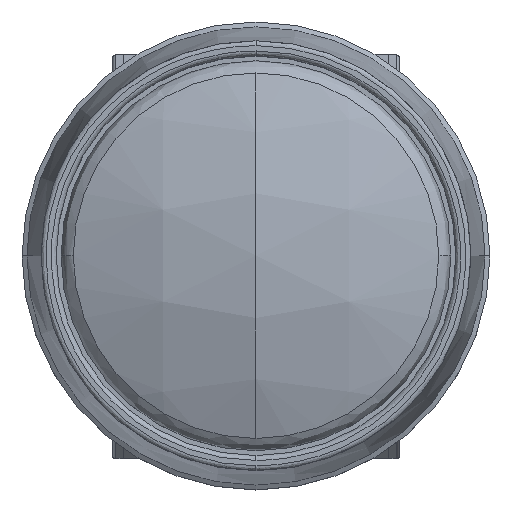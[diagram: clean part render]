
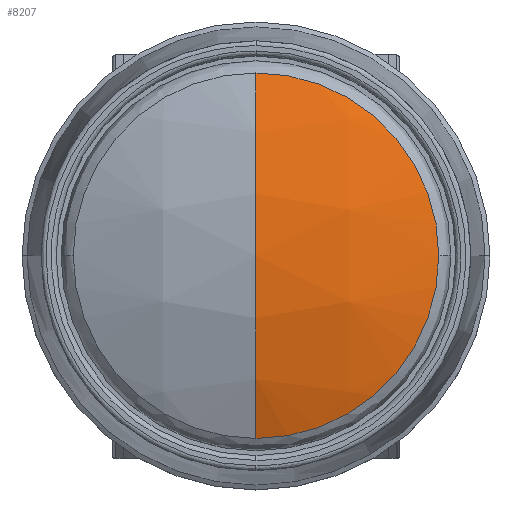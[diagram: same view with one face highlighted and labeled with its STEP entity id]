
A CAD part, top view. The second image highlights one B-rep face of the part: STEP entity #8207.
In plain terms, the highlighted spherical face has radius 50 mm.
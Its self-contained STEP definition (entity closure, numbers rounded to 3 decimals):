
#20 = CARTESIAN_POINT ( 'NONE',  ( 0., 0., -3.5 ) ) ;
#235 = DIRECTION ( 'NONE',  ( 0., 1., 0. ) ) ;
#248 = DIRECTION ( 'NONE',  ( 0., 1., 0. ) ) ;
#336 = CARTESIAN_POINT ( 'NONE',  ( 18.75, 0., 42.851 ) ) ;
#540 = SPHERICAL_SURFACE ( 'NONE', #8166, 50. ) ;
#825 = CIRCLE ( 'NONE', #10286, 18.75 ) ;
#2020 = DIRECTION ( 'NONE',  ( 0., 0., -1. ) ) ;
#2035 = DIRECTION ( 'NONE',  ( 0., 0., -1. ) ) ;
#2944 = CARTESIAN_POINT ( 'NONE',  ( 0., 0., 46.5 ) ) ;
#3961 = ORIENTED_EDGE ( 'NONE', *, *, #7264, .F. ) ;
#4746 = DIRECTION ( 'NONE',  ( 0., 0., 1. ) ) ;
#5603 = CARTESIAN_POINT ( 'NONE',  ( 0., 0., 42.851 ) ) ;
#5947 = FACE_OUTER_BOUND ( 'NONE', #6498, .T. ) ;
#6407 = VERTEX_POINT ( 'NONE', #17129 ) ;
#6498 = EDGE_LOOP ( 'NONE', ( #3961, #10322, #16588, #12182 ) ) ;
#6504 = DIRECTION ( 'NONE',  ( -1., 0., 0. ) ) ;
#7264 = EDGE_CURVE ( 'NONE', #15410, #9769, #825, .T. ) ;
#7349 = CARTESIAN_POINT ( 'NONE',  ( 0., 0., 42.851 ) ) ;
#7632 = EDGE_CURVE ( 'NONE', #6407, #17278, #16949, .T. ) ;
#7656 = AXIS2_PLACEMENT_3D ( 'NONE', #7349, #2035, #248 ) ;
#8166 = AXIS2_PLACEMENT_3D ( 'NONE', #20, #15645, #13854 ) ;
#8207 = ADVANCED_FACE ( 'NONE', ( #5947 ), #540, .T. ) ;
#8269 = CARTESIAN_POINT ( 'NONE',  ( 0., 0., -3.5 ) ) ;
#8716 = AXIS2_PLACEMENT_3D ( 'NONE', #8269, #6504, #4746 ) ;
#9255 = AXIS2_PLACEMENT_3D ( 'NONE', #16214, #12653, #10857 ) ;
#9769 = VERTEX_POINT ( 'NONE', #336 ) ;
#10286 = AXIS2_PLACEMENT_3D ( 'NONE', #5603, #2020, #235 ) ;
#10322 = ORIENTED_EDGE ( 'NONE', *, *, #15842, .T. ) ;
#10857 = DIRECTION ( 'NONE',  ( 0., 0., -1. ) ) ;
#11058 = CIRCLE ( 'NONE', #9255, 50. ) ;
#12180 = CIRCLE ( 'NONE', #7656, 18.75 ) ;
#12182 = ORIENTED_EDGE ( 'NONE', *, *, #13030, .F. ) ;
#12653 = DIRECTION ( 'NONE',  ( 1., 0., 0. ) ) ;
#13030 = EDGE_CURVE ( 'NONE', #9769, #6407, #12180, .T. ) ;
#13854 = DIRECTION ( 'NONE',  ( 0., -1., 0. ) ) ;
#15410 = VERTEX_POINT ( 'NONE', #16403 ) ;
#15645 = DIRECTION ( 'NONE',  ( 1., 0., 0. ) ) ;
#15842 = EDGE_CURVE ( 'NONE', #15410, #17278, #11058, .T. ) ;
#16214 = CARTESIAN_POINT ( 'NONE',  ( 0., 0., -3.5 ) ) ;
#16403 = CARTESIAN_POINT ( 'NONE',  ( 0., 18.75, 42.851 ) ) ;
#16588 = ORIENTED_EDGE ( 'NONE', *, *, #7632, .F. ) ;
#16949 = CIRCLE ( 'NONE', #8716, 50. ) ;
#17129 = CARTESIAN_POINT ( 'NONE',  ( 0., -18.75, 42.851 ) ) ;
#17278 = VERTEX_POINT ( 'NONE', #2944 ) ;
